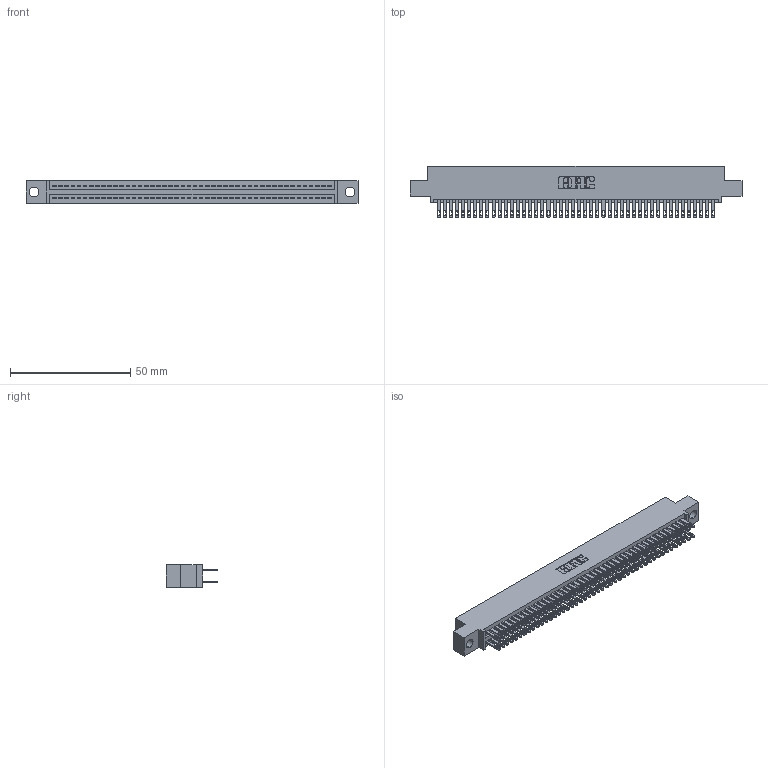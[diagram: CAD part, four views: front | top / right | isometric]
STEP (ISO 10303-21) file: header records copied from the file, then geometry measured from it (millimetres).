
FILE_DESCRIPTION (( 'STEP AP203' ), '1' );
FILE_NAME ('345-092-500-504.STEP', '2018-10-04T19:43:35', ( '' ), ( '' ), 'SwSTEP 2.0', 'SolidWorks 2016', '' );
FILE_SCHEMA (( 'CONFIG_CONTROL_DESIGN' ));
Length unit declared in the file: inch
Products named in the file (3): 345-092-500-504; 345-292-001_345-293-100; 345 Part_0.110 Offset - 0.156 Dia-TH
Assembly tree (93 placements, depth 2):
  345-092-500-504
    345 Part_0.110 Offset - 0.156 Dia-TH
    345-292-001_345-293-100  x92
Bounding box: 138.05 x 21.51 x 9.4 mm (x, y, z)
Volume: 13567.3 mm3; surface area: 20978.5 mm2
Topology: 93 solids, 93 shells, 4362 faces, 13325 edges, 8882 vertices
Faces by surface type: plane 2568, cylinder 1794
Entity records: 35619 total; most frequent: CARTESIAN_POINT 5968, ORIENTED_EDGE 5902, DIRECTION 5259, EDGE_CURVE 2951, LINE 2631, VECTOR 2631, VERTEX_POINT 1966, AXIS2_PLACEMENT_3D 1314
